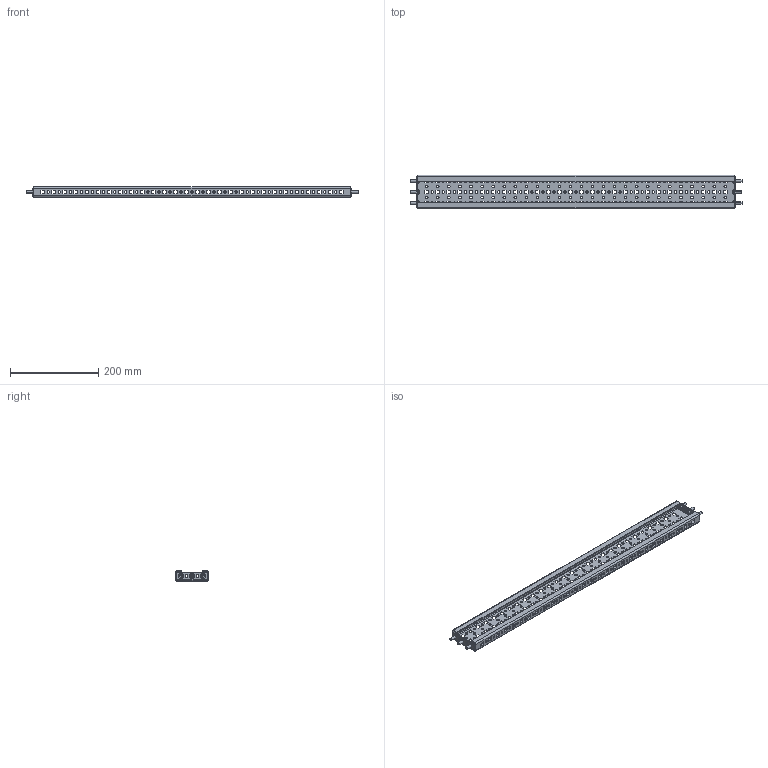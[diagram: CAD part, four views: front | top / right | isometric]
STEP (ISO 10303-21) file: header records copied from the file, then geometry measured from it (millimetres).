
FILE_DESCRIPTION (( 'STEP AP214' ), '1' );
FILE_NAME ('ARW800T Ðåéêà øèðîêàÿ ñ òîðöåâûì ìîíòàæîì.step', '2020-11-05T13:42:07', ( '' ), ( '' ), 'SwSTEP 2.0', 'SolidWorks 2019', '' );
FILE_SCHEMA (( 'AUTOMOTIVE_DESIGN' ));
Length unit declared in the file: millimetre
Products named in the file (3): Âèíò ñàìîíàðåçàþùèé Ì6 DIN 7516À_6å16; ARW800T Ðåéêà øèðîêàÿ ñ òîðöåâûì ìîíòàæîì; AVT001.00.01.26 Ðåéêà øèðîêàÿ_00
Assembly tree (7 placements, depth 2):
  ARW800T Ðåéêà øèðîêàÿ ñ òîðöåâûì ìîíòàæîì
    AVT001.00.01.26 Ðåéêà øèðîêàÿ_00
    Âèíò ñàìîíàðåçàþùèé Ì6 DIN 7516À_6å16  x6
Bounding box: 751 x 76 x 23 mm (x, y, z)
Volume: 178400.6 mm3; surface area: 198256.3 mm2
Topology: 7 solids, 7 shells, 1142 faces, 3318 edges, 2196 vertices
Faces by surface type: plane 692, cylinder 438, sphere 12
Entity records: 36046 total; most frequent: CARTESIAN_POINT 6111, ORIENTED_EDGE 6096, DIRECTION 5996, EDGE_CURVE 3048, VECTOR 2194, LINE 2194, VERTEX_POINT 2016, AXIS2_PLACEMENT_3D 1901
